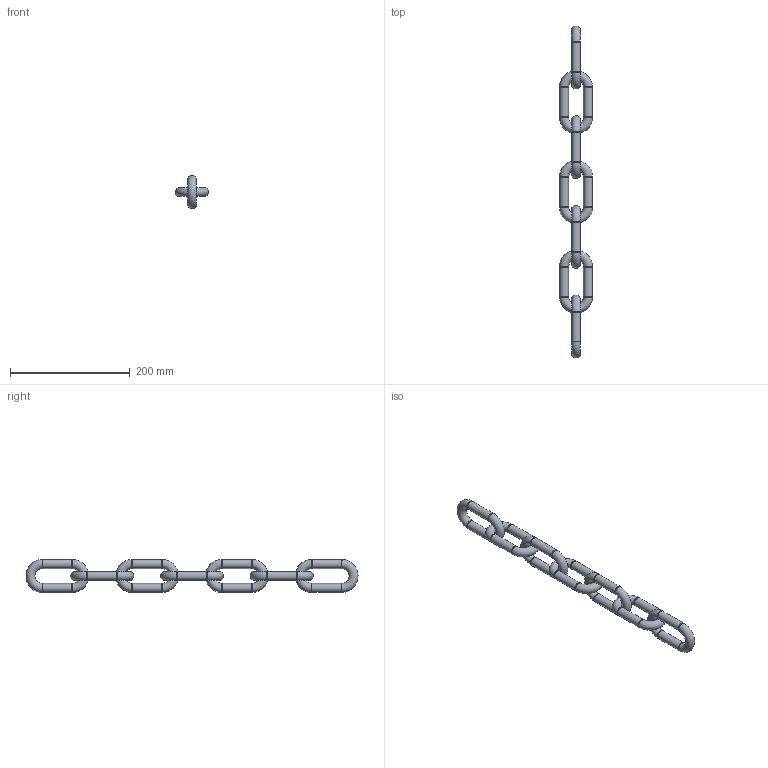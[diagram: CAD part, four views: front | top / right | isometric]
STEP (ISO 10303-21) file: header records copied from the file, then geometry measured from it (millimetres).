
FILE_DESCRIPTION(('FreeCAD Model'),'2;1');
FILE_NAME('Open CASCADE Shape Model','2025-05-05T07:05:45',('FreeCAD'),( 'FreeCAD'),'Open CASCADE STEP processor 7.6','FreeCAD','Unknown');
FILE_SCHEMA(('AUTOMOTIVE_DESIGN { 1 0 10303 214 1 1 1 1 }'));
Length unit declared in the file: millimetre
Products named in the file (1): Open CASCADE STEP translator 7.6 1
Bounding box: 55.2 x 554.99 x 55.2 mm (x, y, z)
Volume: 279265.6 mm3; surface area: 74481.1 mm2
Topology: 7 solids, 7 shells, 56 faces, 175 edges, 119 vertices
Faces by surface type: torus 42, cylinder 14
Full cylindrical faces by diameter (mm): 15 x14
Entity records: 3026 total; most frequent: CARTESIAN_POINT 1464, ORIENTED_EDGE 350, DIRECTION 324, EDGE_CURVE 175, AXIS2_PLACEMENT_3D 155, VERTEX_POINT 119, CIRCLE 98, B_SPLINE_CURVE_WITH_KNOTS 63
